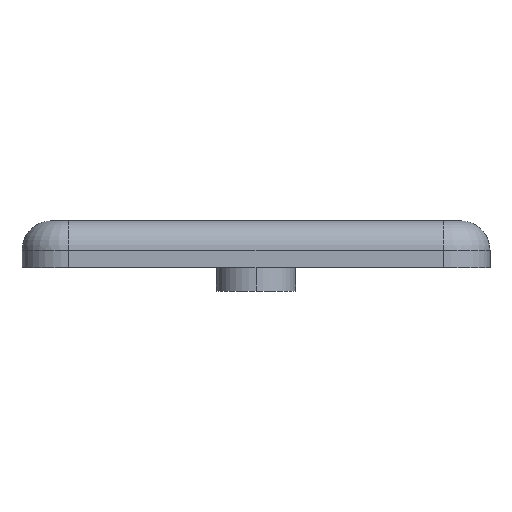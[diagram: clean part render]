
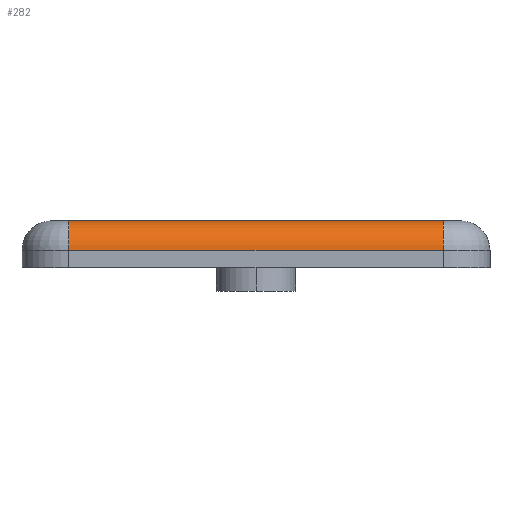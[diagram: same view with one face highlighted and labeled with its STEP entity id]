
A CAD part, left-side view. The second image highlights one B-rep face of the part: STEP entity #282.
In plain terms, the highlighted cylindrical face has radius 2.5 mm (diameter 5 mm), a partial arc.
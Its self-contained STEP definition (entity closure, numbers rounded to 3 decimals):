
#4 = AXIS2_PLACEMENT_3D ( 'NONE', #181, #708, #636 ) ;
#40 = VECTOR ( 'NONE', #539, 1000. ) ;
#85 = CARTESIAN_POINT ( 'NONE',  ( -20., -16., 1.5 ) ) ;
#86 = EDGE_CURVE ( 'NONE', #355, #547, #685, .T. ) ;
#129 = DIRECTION ( 'NONE',  ( 0., 0., 1. ) ) ;
#181 = CARTESIAN_POINT ( 'NONE',  ( -17.5, -10., 1.5 ) ) ;
#197 = VECTOR ( 'NONE', #838, 1000. ) ;
#269 = CARTESIAN_POINT ( 'NONE',  ( -17.5, 16., 1.5 ) ) ;
#282 = ADVANCED_FACE ( 'NONE', ( #907 ), #557, .T. ) ;
#343 = ORIENTED_EDGE ( 'NONE', *, *, #86, .T. ) ;
#353 = CIRCLE ( 'NONE', #597, 2.5 ) ;
#355 = VERTEX_POINT ( 'NONE', #812 ) ;
#359 = VERTEX_POINT ( 'NONE', #511 ) ;
#434 = EDGE_LOOP ( 'NONE', ( #621, #635, #959, #343 ) ) ;
#453 = DIRECTION ( 'NONE',  ( 0., -1., 0. ) ) ;
#465 = AXIS2_PLACEMENT_3D ( 'NONE', #541, #453, #609 ) ;
#489 = CIRCLE ( 'NONE', #465, 2.5 ) ;
#502 = LINE ( 'NONE', #852, #197 ) ;
#511 = CARTESIAN_POINT ( 'NONE',  ( -20., 16., 1.5 ) ) ;
#514 = EDGE_CURVE ( 'NONE', #547, #359, #353, .T. ) ;
#539 = DIRECTION ( 'NONE',  ( 0., 1., 0. ) ) ;
#541 = CARTESIAN_POINT ( 'NONE',  ( -17.5, -16., 1.5 ) ) ;
#547 = VERTEX_POINT ( 'NONE', #724 ) ;
#557 = CYLINDRICAL_SURFACE ( 'NONE', #4, 2.5 ) ;
#597 = AXIS2_PLACEMENT_3D ( 'NONE', #269, #716, #129 ) ;
#609 = DIRECTION ( 'NONE',  ( 1., 0., 0. ) ) ;
#621 = ORIENTED_EDGE ( 'NONE', *, *, #514, .T. ) ;
#635 = ORIENTED_EDGE ( 'NONE', *, *, #694, .F. ) ;
#636 = DIRECTION ( 'NONE',  ( 0., 0., 1. ) ) ;
#642 = VERTEX_POINT ( 'NONE', #85 ) ;
#685 = LINE ( 'NONE', #763, #40 ) ;
#694 = EDGE_CURVE ( 'NONE', #642, #359, #502, .T. ) ;
#708 = DIRECTION ( 'NONE',  ( 0., 1., 0. ) ) ;
#716 = DIRECTION ( 'NONE',  ( 0., -1., 0. ) ) ;
#724 = CARTESIAN_POINT ( 'NONE',  ( -17.5, 16., 4. ) ) ;
#763 = CARTESIAN_POINT ( 'NONE',  ( -17.5, -10., 4. ) ) ;
#812 = CARTESIAN_POINT ( 'NONE',  ( -17.5, -16., 4. ) ) ;
#838 = DIRECTION ( 'NONE',  ( 0., 1., 0. ) ) ;
#852 = CARTESIAN_POINT ( 'NONE',  ( -20., -20., 1.5 ) ) ;
#870 = EDGE_CURVE ( 'NONE', #355, #642, #489, .T. ) ;
#907 = FACE_OUTER_BOUND ( 'NONE', #434, .T. ) ;
#959 = ORIENTED_EDGE ( 'NONE', *, *, #870, .F. ) ;
